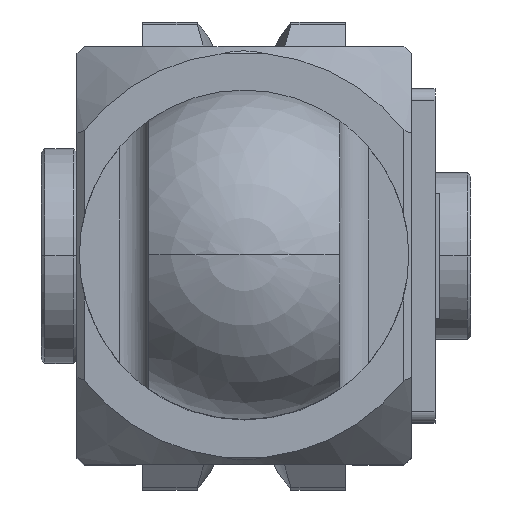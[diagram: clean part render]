
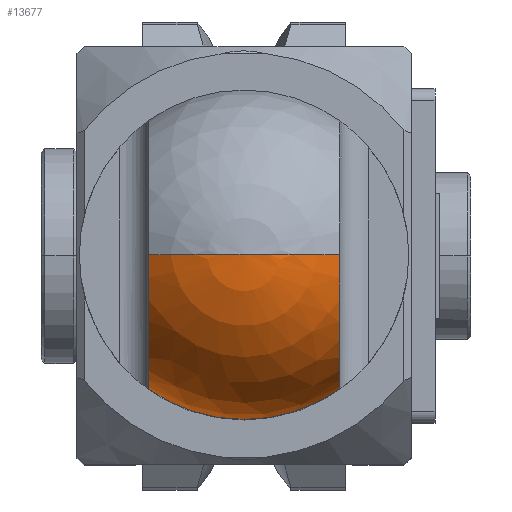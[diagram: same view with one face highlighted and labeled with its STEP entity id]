
A CAD part, top view. The second image highlights one B-rep face of the part: STEP entity #13677.
In plain terms, the highlighted spherical face has radius 69 mm.
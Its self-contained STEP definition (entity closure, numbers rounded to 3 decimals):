
#5092=CARTESIAN_POINT('',(-40.,0.,146.));
#5093=DIRECTION('',(1.,0.,0.));
#5094=DIRECTION('',(0.,0.,1.));
#5095=AXIS2_PLACEMENT_3D('',#5092,#5093,#5094);
#5097=CARTESIAN_POINT('',(0.,0.,146.));
#5098=DIRECTION('',(0.,1.,0.));
#5099=DIRECTION('',(-0.58,0.,0.815));
#5100=AXIS2_PLACEMENT_3D('',#5097,#5098,#5099);
#5102=CARTESIAN_POINT('',(0.,0.,146.));
#5103=DIRECTION('',(0.,-1.,0.));
#5104=DIRECTION('',(0.58,0.,0.815));
#5105=AXIS2_PLACEMENT_3D('',#5102,#5103,#5104);
#5107=CARTESIAN_POINT('',(40.,0.,146.));
#5108=DIRECTION('',(-1.,0.,0.));
#5109=DIRECTION('',(0.,-1.,0.));
#5110=AXIS2_PLACEMENT_3D('',#5107,#5108,#5109);
#5112=CARTESIAN_POINT('',(0.,0.,146.));
#5113=DIRECTION('',(0.,0.,1.));
#5114=DIRECTION('',(-0.58,-0.815,0.));
#5115=AXIS2_PLACEMENT_3D('',#5112,#5113,#5114);
#5573=CARTESIAN_POINT('',(-40.,0.,202.223));
#5574=VERTEX_POINT('',#5573);
#5575=CARTESIAN_POINT('',(40.,0.,202.223));
#5576=VERTEX_POINT('',#5575);
#5577=CARTESIAN_POINT('',(-40.,-56.223,146.));
#5579=VERTEX_POINT('',#5577);
#5585=CARTESIAN_POINT('',(40.,-56.223,146.));
#5586=VERTEX_POINT('',#5585);
#5587=CARTESIAN_POINT('',(0.,0.,215.));
#5588=VERTEX_POINT('',#5587);
#13663=CARTESIAN_POINT('',(0.,0.,146.));
#13664=DIRECTION('',(0.,0.,-1.));
#13665=DIRECTION('',(1.,0.,0.));
#13666=AXIS2_PLACEMENT_3D('',#13663,#13664,#13665);
#13667=SPHERICAL_SURFACE('',#13666,69.);
#13668=ORIENTED_EDGE('',*,*,#13555,.F.);
#13670=ORIENTED_EDGE('',*,*,#13669,.T.);
#13672=ORIENTED_EDGE('',*,*,#13671,.F.);
#13673=ORIENTED_EDGE('',*,*,#13650,.F.);
#13674=ORIENTED_EDGE('',*,*,#13526,.F.);
#13675=EDGE_LOOP('',(#13668,#13670,#13672,#13673,#13674));
#13676=FACE_OUTER_BOUND('',#13675,.F.);
#13677=ADVANCED_FACE('',(#13676),#13667,.T.);
#5096=CIRCLE('',#5095,56.223);
#5101=CIRCLE('',#5100,69.);
#5106=CIRCLE('',#5105,69.);
#5111=CIRCLE('',#5110,56.223);
#5116=CIRCLE('',#5115,69.);
#13526=EDGE_CURVE('',#5579,#5586,#5116,.T.);
#13555=EDGE_CURVE('',#5574,#5579,#5096,.T.);
#13650=EDGE_CURVE('',#5586,#5576,#5111,.T.);
#13669=EDGE_CURVE('',#5574,#5588,#5101,.T.);
#13671=EDGE_CURVE('',#5576,#5588,#5106,.T.);
